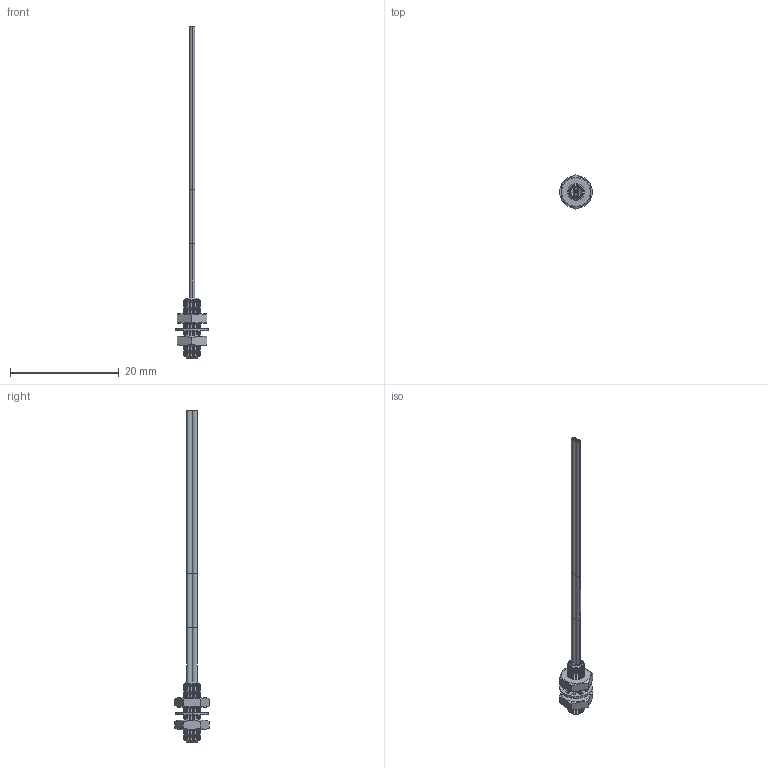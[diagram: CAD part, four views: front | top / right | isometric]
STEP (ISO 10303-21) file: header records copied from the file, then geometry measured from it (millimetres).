
FILE_DESCRIPTION((''),'2;1');
FILE_NAME('161878_ASM','2016-01-05T',('pdmadmin'),(''),'PRO/ENGINEER BY PARAMETRIC TECHNOLOGY CORPORATION, 2013230','PRO/ENGINEER BY PARAMETRIC TECHNOLOGY CORPORATION, 2013230','');
FILE_SCHEMA(('CONFIG_CONTROL_DESIGN'));
Length unit declared in the file: inch
Products named in the file (6): 13461; 58146; 08393_M3_ITLW_NI_PLATE; 08396_M3X0; FIBER_CORE_020_X_; 161878_ASM
Assembly tree (8 placements, depth 2):
  161878_ASM
    13461
    58146  x2
    08393_M3_ITLW_NI_PLATE
    08396_M3X0  x2
    FIBER_CORE_020_X_  x2
Bounding box: 5.99 x 6.35 x 61 mm (x, y, z)
Volume: 196.4 mm3; surface area: 990.1 mm2
Topology: 8 solids, 10 shells, 384 faces, 840 edges, 472 vertices
Faces by surface type: cone 256, cylinder 72, plane 48, bspline 8
Entity records: 9851 total; most frequent: CARTESIAN_POINT 2146, DIRECTION 1776, ORIENTED_EDGE 1472, EDGE_CURVE 738, AXIS2_PLACEMENT_3D 708, VERTEX_POINT 414, CIRCLE 362, VECTOR 360
